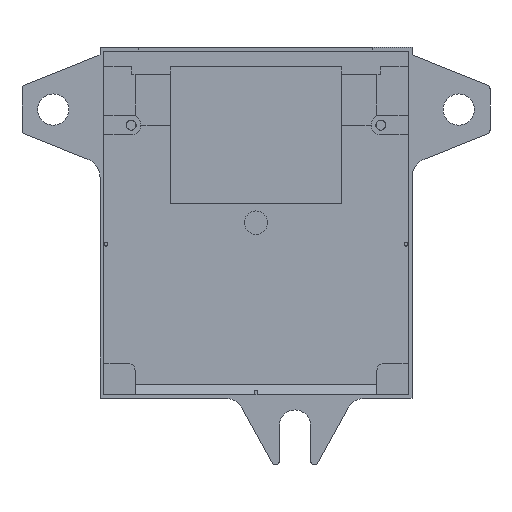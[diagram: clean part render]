
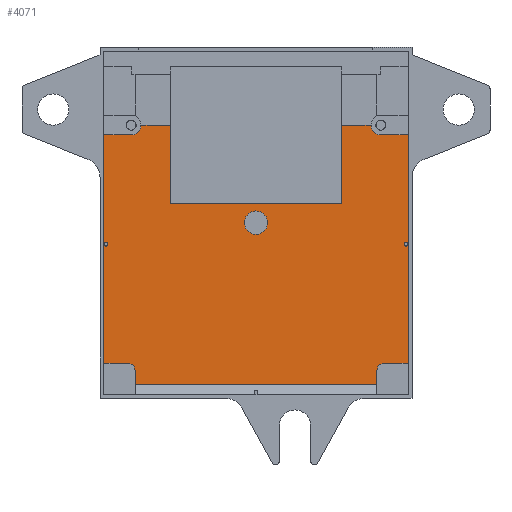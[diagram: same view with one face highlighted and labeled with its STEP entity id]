
A CAD part, front view. The second image highlights one B-rep face of the part: STEP entity #4071.
In plain terms, the highlighted planar face has unit normal (0, -1, 0).
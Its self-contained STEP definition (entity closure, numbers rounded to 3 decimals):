
#15=FACE_BOUND('',#404,.T.);
#28=PLANE('',#4297);
#194=FACE_OUTER_BOUND('',#403,.T.);
#403=EDGE_LOOP('',(#2797,#2798,#2799,#2800,#2801,#2802,#2803,#2804,#2805,
#2806,#2807,#2808,#2809,#2810,#2811,#2812,#2813,#2814,#2815,#2816,#2817,
#2818,#2819));
#404=EDGE_LOOP('',(#2820));
#622=CIRCLE('',#4294,0.5);
#623=CIRCLE('',#4298,2.);
#624=CIRCLE('',#4299,0.5);
#625=CIRCLE('',#4300,2.5);
#626=CIRCLE('',#4301,2.5);
#627=CIRCLE('',#4302,0.5);
#628=CIRCLE('',#4303,2.);
#629=CIRCLE('',#4304,3.);
#719=LINE('',#5749,#1243);
#722=LINE('',#5755,#1246);
#723=LINE('',#5759,#1247);
#724=LINE('',#5760,#1248);
#725=LINE('',#5763,#1249);
#726=LINE('',#5765,#1250);
#727=LINE('',#5769,#1251);
#728=LINE('',#5771,#1252);
#729=LINE('',#5773,#1253);
#730=LINE('',#5775,#1254);
#731=LINE('',#5777,#1255);
#732=LINE('',#5781,#1256);
#733=LINE('',#5783,#1257);
#734=LINE('',#5786,#1258);
#735=LINE('',#5788,#1259);
#736=LINE('',#5791,#1260);
#1243=VECTOR('',#4612,10.);
#1246=VECTOR('',#4617,10.);
#1247=VECTOR('',#4620,10.);
#1248=VECTOR('',#4621,10.);
#1249=VECTOR('',#4624,10.);
#1250=VECTOR('',#4625,10.);
#1251=VECTOR('',#4628,10.);
#1252=VECTOR('',#4629,10.);
#1253=VECTOR('',#4630,10.);
#1254=VECTOR('',#4631,10.);
#1255=VECTOR('',#4632,10.);
#1256=VECTOR('',#4635,10.);
#1257=VECTOR('',#4636,10.);
#1258=VECTOR('',#4639,10.);
#1259=VECTOR('',#4640,10.);
#1260=VECTOR('',#4643,10.);
#1764=VERTEX_POINT('',#5733);
#1766=VERTEX_POINT('',#5737);
#1770=VERTEX_POINT('',#5746);
#1771=VERTEX_POINT('',#5748);
#1773=VERTEX_POINT('',#5754);
#1774=VERTEX_POINT('',#5756);
#1775=VERTEX_POINT('',#5758);
#1776=VERTEX_POINT('',#5762);
#1777=VERTEX_POINT('',#5764);
#1778=VERTEX_POINT('',#5766);
#1779=VERTEX_POINT('',#5768);
#1780=VERTEX_POINT('',#5770);
#1781=VERTEX_POINT('',#5772);
#1782=VERTEX_POINT('',#5774);
#1783=VERTEX_POINT('',#5776);
#1784=VERTEX_POINT('',#5778);
#1785=VERTEX_POINT('',#5780);
#1786=VERTEX_POINT('',#5782);
#1787=VERTEX_POINT('',#5785);
#1788=VERTEX_POINT('',#5787);
#1789=VERTEX_POINT('',#5789);
#1790=VERTEX_POINT('',#5792);
#2171=EDGE_CURVE('',#1764,#1766,#622,.T.);
#2175=EDGE_CURVE('',#1770,#1771,#719,.T.);
#2178=EDGE_CURVE('',#1770,#1773,#722,.T.);
#2179=EDGE_CURVE('',#1773,#1774,#623,.T.);
#2180=EDGE_CURVE('',#1774,#1775,#723,.T.);
#2181=EDGE_CURVE('',#1766,#1775,#724,.T.);
#2182=EDGE_CURVE('',#1766,#1764,#624,.T.);
#2183=EDGE_CURVE('',#1776,#1766,#725,.T.);
#2184=EDGE_CURVE('',#1776,#1777,#726,.T.);
#2185=EDGE_CURVE('',#1777,#1778,#625,.T.);
#2186=EDGE_CURVE('',#1778,#1779,#727,.T.);
#2187=EDGE_CURVE('',#1779,#1780,#728,.T.);
#2188=EDGE_CURVE('',#1780,#1781,#729,.T.);
#2189=EDGE_CURVE('',#1781,#1782,#730,.T.);
#2190=EDGE_CURVE('',#1782,#1783,#731,.T.);
#2191=EDGE_CURVE('',#1783,#1784,#626,.T.);
#2192=EDGE_CURVE('',#1784,#1785,#732,.T.);
#2193=EDGE_CURVE('',#1786,#1785,#733,.T.);
#2194=EDGE_CURVE('',#1786,#1786,#627,.T.);
#2195=EDGE_CURVE('',#1787,#1786,#734,.T.);
#2196=EDGE_CURVE('',#1787,#1788,#735,.T.);
#2197=EDGE_CURVE('',#1788,#1789,#628,.T.);
#2198=EDGE_CURVE('',#1789,#1771,#736,.T.);
#2199=EDGE_CURVE('',#1790,#1790,#629,.T.);
#2797=ORIENTED_EDGE('',*,*,#2175,.F.);
#2798=ORIENTED_EDGE('',*,*,#2178,.T.);
#2799=ORIENTED_EDGE('',*,*,#2179,.T.);
#2800=ORIENTED_EDGE('',*,*,#2180,.T.);
#2801=ORIENTED_EDGE('',*,*,#2181,.F.);
#2802=ORIENTED_EDGE('',*,*,#2182,.T.);
#2803=ORIENTED_EDGE('',*,*,#2171,.T.);
#2804=ORIENTED_EDGE('',*,*,#2183,.F.);
#2805=ORIENTED_EDGE('',*,*,#2184,.T.);
#2806=ORIENTED_EDGE('',*,*,#2185,.T.);
#2807=ORIENTED_EDGE('',*,*,#2186,.T.);
#2808=ORIENTED_EDGE('',*,*,#2187,.T.);
#2809=ORIENTED_EDGE('',*,*,#2188,.T.);
#2810=ORIENTED_EDGE('',*,*,#2189,.T.);
#2811=ORIENTED_EDGE('',*,*,#2190,.T.);
#2812=ORIENTED_EDGE('',*,*,#2191,.T.);
#2813=ORIENTED_EDGE('',*,*,#2192,.T.);
#2814=ORIENTED_EDGE('',*,*,#2193,.F.);
#2815=ORIENTED_EDGE('',*,*,#2194,.T.);
#2816=ORIENTED_EDGE('',*,*,#2195,.F.);
#2817=ORIENTED_EDGE('',*,*,#2196,.T.);
#2818=ORIENTED_EDGE('',*,*,#2197,.T.);
#2819=ORIENTED_EDGE('',*,*,#2198,.T.);
#2820=ORIENTED_EDGE('',*,*,#2199,.T.);
#4071=ADVANCED_FACE('',(#194,#15),#28,.T.);
#4294=AXIS2_PLACEMENT_3D('',#5739,#4604,#4605);
#4297=AXIS2_PLACEMENT_3D('',#5753,#4615,#4616);
#4298=AXIS2_PLACEMENT_3D('',#5757,#4618,#4619);
#4299=AXIS2_PLACEMENT_3D('',#5761,#4622,#4623);
#4300=AXIS2_PLACEMENT_3D('',#5767,#4626,#4627);
#4301=AXIS2_PLACEMENT_3D('',#5779,#4633,#4634);
#4302=AXIS2_PLACEMENT_3D('',#5784,#4637,#4638);
#4303=AXIS2_PLACEMENT_3D('',#5790,#4641,#4642);
#4304=AXIS2_PLACEMENT_3D('',#5793,#4644,#4645);
#4604=DIRECTION('center_axis',(0.,1.,0.));
#4605=DIRECTION('ref_axis',(1.,0.,0.));
#4612=DIRECTION('',(-1.,0.,0.));
#4615=DIRECTION('center_axis',(0.,-1.,0.));
#4616=DIRECTION('ref_axis',(0.,0.,-1.));
#4617=DIRECTION('',(0.,0.,1.));
#4618=DIRECTION('center_axis',(0.,1.,0.));
#4619=DIRECTION('ref_axis',(0.,0.,1.));
#4620=DIRECTION('',(1.,0.,0.));
#4621=DIRECTION('',(0.,0.,-1.));
#4622=DIRECTION('center_axis',(0.,1.,0.));
#4623=DIRECTION('ref_axis',(1.,0.,0.));
#4624=DIRECTION('',(0.,0.,-1.));
#4625=DIRECTION('',(-1.,0.,0.));
#4626=DIRECTION('center_axis',(0.,1.,0.));
#4627=DIRECTION('ref_axis',(0.,0.,-1.));
#4628=DIRECTION('',(-1.,0.,0.));
#4629=DIRECTION('',(0.,0.,-1.));
#4630=DIRECTION('',(-1.,0.,0.));
#4631=DIRECTION('',(0.,0.,1.));
#4632=DIRECTION('',(-1.,0.,0.));
#4633=DIRECTION('center_axis',(0.,1.,0.));
#4634=DIRECTION('ref_axis',(0.,0.,1.));
#4635=DIRECTION('',(-1.,0.,0.));
#4636=DIRECTION('',(0.,0.,1.));
#4637=DIRECTION('center_axis',(0.,1.,0.));
#4638=DIRECTION('ref_axis',(1.,0.,0.));
#4639=DIRECTION('',(0.,0.,1.));
#4640=DIRECTION('',(1.,0.,0.));
#4641=DIRECTION('center_axis',(0.,1.,0.));
#4642=DIRECTION('ref_axis',(1.,0.,0.));
#4643=DIRECTION('',(0.,0.,-1.));
#4644=DIRECTION('center_axis',(0.,1.,0.));
#4645=DIRECTION('ref_axis',(1.,0.,0.));
#5733=CARTESIAN_POINT('',(38.,9.,-6.5));
#5737=CARTESIAN_POINT('',(39.,9.,-6.5));
#5739=CARTESIAN_POINT('Origin',(38.5,9.,-6.5));
#5746=CARTESIAN_POINT('',(31.,9.,-42.5));
#5748=CARTESIAN_POINT('',(-31.,9.,-42.5));
#5749=CARTESIAN_POINT('',(19.5,9.,-42.5));
#5753=CARTESIAN_POINT('Origin',(0.,9.,-1.));
#5754=CARTESIAN_POINT('',(31.,9.,-39.));
#5755=CARTESIAN_POINT('',(31.,9.,-20.));
#5756=CARTESIAN_POINT('',(33.,9.,-37.));
#5757=CARTESIAN_POINT('Origin',(33.,9.,-39.));
#5758=CARTESIAN_POINT('',(39.,9.,-37.));
#5759=CARTESIAN_POINT('',(19.5,9.,-37.));
#5760=CARTESIAN_POINT('',(39.,9.,-1.));
#5761=CARTESIAN_POINT('Origin',(38.5,9.,-6.5));
#5762=CARTESIAN_POINT('',(39.,9.,21.5));
#5763=CARTESIAN_POINT('',(39.,9.,-1.));
#5764=CARTESIAN_POINT('',(32.,9.,21.5));
#5765=CARTESIAN_POINT('',(20.,9.,21.5));
#5766=CARTESIAN_POINT('',(29.5,9.,24.));
#5767=CARTESIAN_POINT('Origin',(32.,9.,24.));
#5768=CARTESIAN_POINT('',(22.,9.,24.));
#5769=CARTESIAN_POINT('',(15.,9.,24.));
#5770=CARTESIAN_POINT('',(22.,9.,4.));
#5771=CARTESIAN_POINT('',(22.,9.,3.5));
#5772=CARTESIAN_POINT('',(-22.,9.,4.));
#5773=CARTESIAN_POINT('',(11.,9.,4.));
#5774=CARTESIAN_POINT('',(-22.,9.,24.));
#5775=CARTESIAN_POINT('',(-22.,9.,3.5));
#5776=CARTESIAN_POINT('',(-29.5,9.,24.));
#5777=CARTESIAN_POINT('',(-11.,9.,24.));
#5778=CARTESIAN_POINT('',(-32.,9.,21.5));
#5779=CARTESIAN_POINT('Origin',(-32.,9.,24.));
#5780=CARTESIAN_POINT('',(-39.,9.,21.5));
#5781=CARTESIAN_POINT('',(-16.,9.,21.5));
#5782=CARTESIAN_POINT('',(-39.,9.,-6.5));
#5783=CARTESIAN_POINT('',(-39.,9.,-1.));
#5784=CARTESIAN_POINT('Origin',(-38.5,9.,-6.5));
#5785=CARTESIAN_POINT('',(-39.,9.,-37.));
#5786=CARTESIAN_POINT('',(-39.,9.,-1.));
#5787=CARTESIAN_POINT('',(-33.,9.,-37.));
#5788=CARTESIAN_POINT('',(-16.5,9.,-37.));
#5789=CARTESIAN_POINT('',(-31.,9.,-39.));
#5790=CARTESIAN_POINT('Origin',(-33.,9.,-39.));
#5791=CARTESIAN_POINT('',(-31.,9.,-23.));
#5792=CARTESIAN_POINT('',(-3.,9.,-1.));
#5793=CARTESIAN_POINT('Origin',(0.,9.,-1.));
